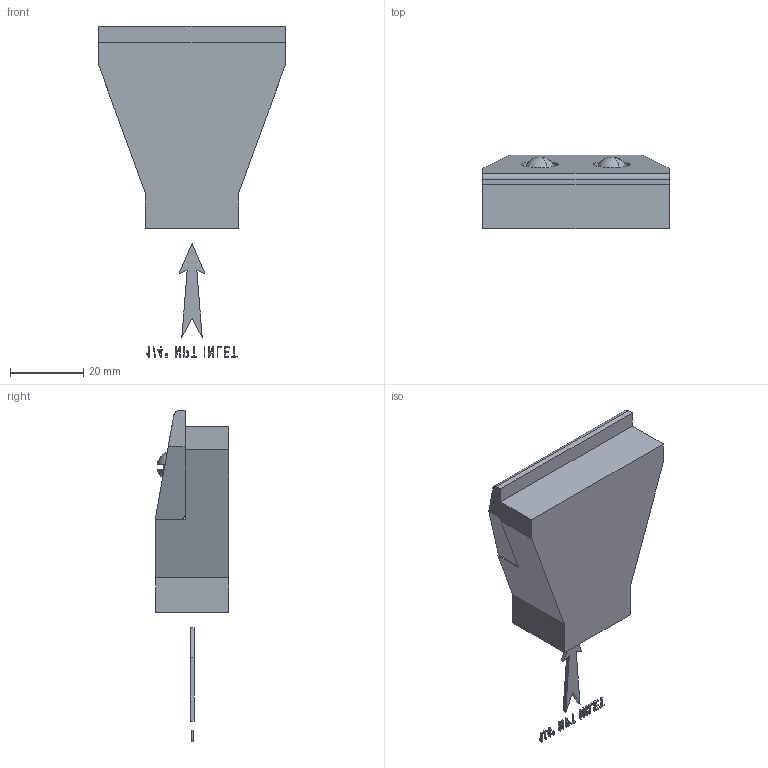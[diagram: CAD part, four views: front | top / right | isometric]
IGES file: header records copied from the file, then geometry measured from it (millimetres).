
Start section: START RECORD GO HERE.
Global section: file name: FlatJet Assy.igs; native system: DASSAULT SYSTEMES CATIA V5 R20 - www.3ds.com; preprocessor: CATIA Version 5 Release 20 ; author: DESIGNENG; organization: DESIGNENG; date: 20150526.154818; units: millimetre
Bounding box: 50.82 x 20.11 x 90.42 mm (x, y, z)
Volume: 29829.3 mm3; surface area: 13013.5 mm2
Topology: 18 solids, 18 shells, 471 faces, 1225 edges, 810 vertices
Faces by surface type: plane 283, extrusion 79, bspline 62, revolution 47
